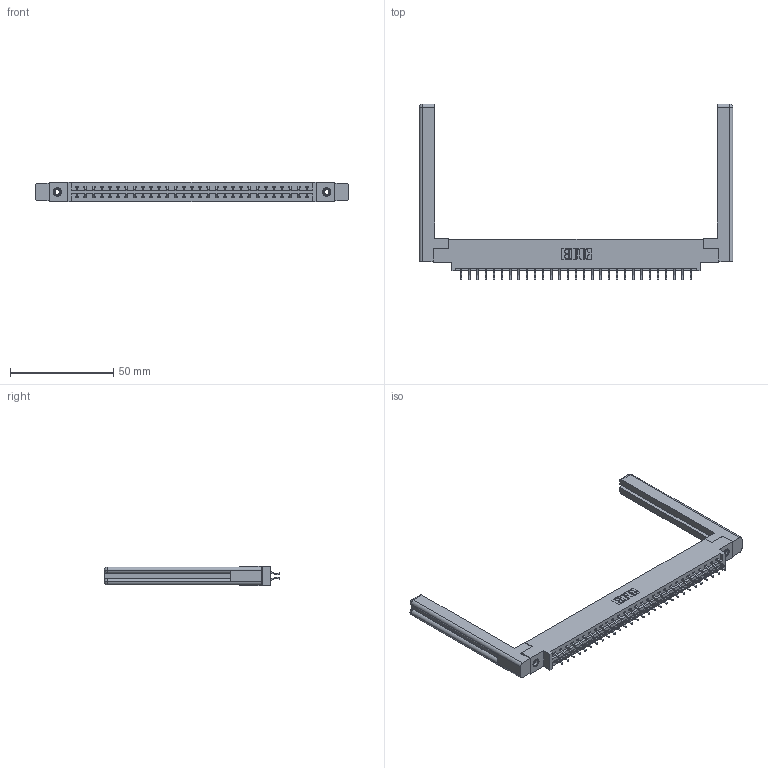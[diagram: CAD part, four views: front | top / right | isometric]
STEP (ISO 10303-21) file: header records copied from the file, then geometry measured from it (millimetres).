
FILE_DESCRIPTION (( 'STEP AP203' ), '1' );
FILE_NAME ('387-058-556-858.STEP', '2019-10-19T10:03:21', ( '' ), ( '' ), 'SwSTEP 2.0', 'SolidWorks 2016', '' );
FILE_SCHEMA (( 'CONFIG_CONTROL_DESIGN' ));
Length unit declared in the file: inch
Products named in the file (5): 345-292-001_556 Tail; 337 Part_0.170 Offset - 0.156 Dia-TI; 387-058-556-858; 307-220-058; 345-250-001_345-250-001-102
Assembly tree (63 placements, depth 2):
  387-058-556-858
    337 Part_0.170 Offset - 0.156 Dia-TI
    345-292-001_556 Tail  x58
    345-250-001_345-250-001-102  x2
    307-220-058  x2
Bounding box: 151.54 x 84.98 x 9.4 mm (x, y, z)
Volume: 22819.6 mm3; surface area: 22690.3 mm2
Topology: 63 solids, 63 shells, 3740 faces, 11059 edges, 7282 vertices
Faces by surface type: plane 2594, cylinder 1122, cone 12, torus 12
Entity records: 27152 total; most frequent: CARTESIAN_POINT 4609, ORIENTED_EDGE 4472, DIRECTION 3948, EDGE_CURVE 2236, VECTOR 2052, LINE 2052, VERTEX_POINT 1482, AXIS2_PLACEMENT_3D 948
